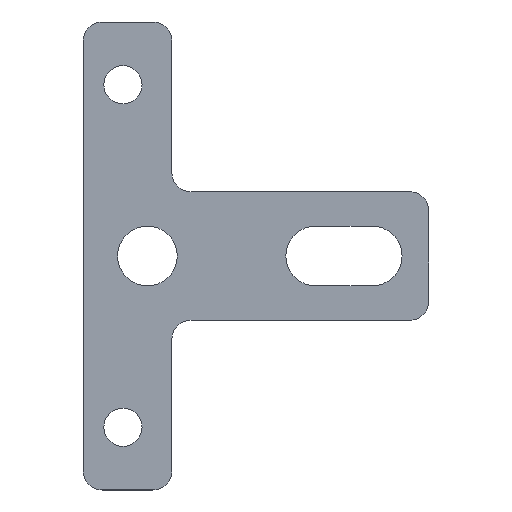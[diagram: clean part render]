
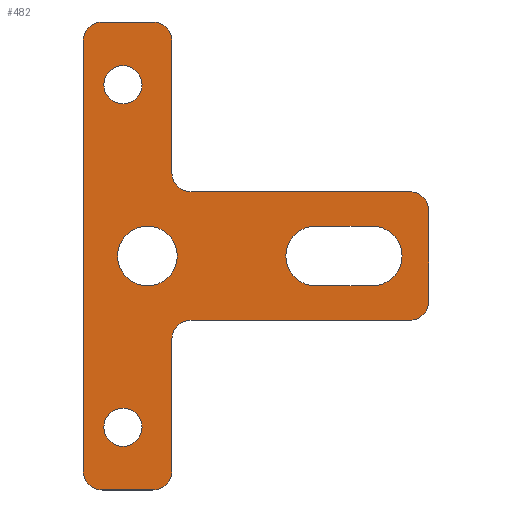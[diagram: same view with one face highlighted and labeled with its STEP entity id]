
A CAD part, top view. The second image highlights one B-rep face of the part: STEP entity #482.
In plain terms, the highlighted planar face has unit normal (0, 0, 1).
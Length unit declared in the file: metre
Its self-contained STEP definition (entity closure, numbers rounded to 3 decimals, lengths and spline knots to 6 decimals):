
#22=PLANE('',#546);
#28=LINE('',#707,#68);
#34=LINE('',#728,#74);
#38=LINE('',#740,#78);
#42=LINE('',#752,#82);
#46=LINE('',#764,#86);
#50=LINE('',#776,#90);
#54=LINE('',#788,#94);
#58=LINE('',#800,#98);
#61=LINE('',#824,#101);
#63=LINE('',#827,#103);
#68=VECTOR('',#562,1.);
#74=VECTOR('',#582,1.);
#78=VECTOR('',#594,1.);
#82=VECTOR('',#606,1.);
#86=VECTOR('',#618,1.);
#90=VECTOR('',#630,1.);
#94=VECTOR('',#642,1.);
#98=VECTOR('',#654,1.);
#101=VECTOR('',#683,1.);
#103=VECTOR('',#687,1.);
#190=ORIENTED_EDGE('',*,*,#248,.F.);
#191=ORIENTED_EDGE('',*,*,#252,.T.);
#192=ORIENTED_EDGE('',*,*,#255,.T.);
#193=ORIENTED_EDGE('',*,*,#258,.T.);
#194=ORIENTED_EDGE('',*,*,#261,.T.);
#195=ORIENTED_EDGE('',*,*,#264,.F.);
#196=ORIENTED_EDGE('',*,*,#267,.T.);
#197=ORIENTED_EDGE('',*,*,#270,.F.);
#198=ORIENTED_EDGE('',*,*,#273,.T.);
#199=ORIENTED_EDGE('',*,*,#276,.T.);
#200=ORIENTED_EDGE('',*,*,#279,.F.);
#201=ORIENTED_EDGE('',*,*,#282,.F.);
#202=ORIENTED_EDGE('',*,*,#285,.T.);
#203=ORIENTED_EDGE('',*,*,#288,.T.);
#204=ORIENTED_EDGE('',*,*,#291,.T.);
#205=ORIENTED_EDGE('',*,*,#299,.T.);
#206=ORIENTED_EDGE('',*,*,#296,.F.);
#207=ORIENTED_EDGE('',*,*,#294,.F.);
#208=ORIENTED_EDGE('',*,*,#292,.F.);
#209=ORIENTED_EDGE('',*,*,#238,.F.);
#210=ORIENTED_EDGE('',*,*,#242,.T.);
#211=ORIENTED_EDGE('',*,*,#245,.F.);
#212=ORIENTED_EDGE('',*,*,#301,.F.);
#238=EDGE_CURVE('',#304,#305,#349,.T.);
#242=EDGE_CURVE('',#304,#307,#28,.T.);
#245=EDGE_CURVE('',#309,#307,#351,.T.);
#248=EDGE_CURVE('',#312,#313,#353,.T.);
#252=EDGE_CURVE('',#312,#315,#34,.T.);
#255=EDGE_CURVE('',#315,#317,#355,.T.);
#258=EDGE_CURVE('',#317,#319,#38,.T.);
#261=EDGE_CURVE('',#319,#321,#357,.T.);
#264=EDGE_CURVE('',#323,#321,#42,.T.);
#267=EDGE_CURVE('',#323,#325,#359,.T.);
#270=EDGE_CURVE('',#327,#325,#46,.T.);
#273=EDGE_CURVE('',#327,#329,#361,.T.);
#276=EDGE_CURVE('',#329,#331,#50,.T.);
#279=EDGE_CURVE('',#333,#331,#363,.T.);
#282=EDGE_CURVE('',#335,#333,#54,.T.);
#285=EDGE_CURVE('',#335,#337,#365,.T.);
#288=EDGE_CURVE('',#337,#339,#58,.T.);
#291=EDGE_CURVE('',#339,#341,#367,.T.);
#292=EDGE_CURVE('',#342,#342,#368,.T.);
#294=EDGE_CURVE('',#344,#344,#370,.T.);
#296=EDGE_CURVE('',#346,#346,#372,.T.);
#299=EDGE_CURVE('',#341,#313,#61,.T.);
#301=EDGE_CURVE('',#305,#309,#63,.T.);
#304=VERTEX_POINT('',#698);
#305=VERTEX_POINT('',#700);
#307=VERTEX_POINT('',#706);
#309=VERTEX_POINT('',#712);
#312=VERTEX_POINT('',#719);
#313=VERTEX_POINT('',#721);
#315=VERTEX_POINT('',#727);
#317=VERTEX_POINT('',#733);
#319=VERTEX_POINT('',#739);
#321=VERTEX_POINT('',#745);
#323=VERTEX_POINT('',#751);
#325=VERTEX_POINT('',#757);
#327=VERTEX_POINT('',#763);
#329=VERTEX_POINT('',#769);
#331=VERTEX_POINT('',#775);
#333=VERTEX_POINT('',#781);
#335=VERTEX_POINT('',#787);
#337=VERTEX_POINT('',#793);
#339=VERTEX_POINT('',#799);
#341=VERTEX_POINT('',#805);
#342=VERTEX_POINT('',#809);
#344=VERTEX_POINT('',#814);
#346=VERTEX_POINT('',#819);
#349=CIRCLE('',#499,0.004953);
#351=CIRCLE('',#503,0.004953);
#353=CIRCLE('',#506,0.003175);
#355=CIRCLE('',#510,0.003175);
#357=CIRCLE('',#514,0.003175);
#359=CIRCLE('',#518,0.003175);
#361=CIRCLE('',#522,0.003175);
#363=CIRCLE('',#526,0.003175);
#365=CIRCLE('',#530,0.003175);
#367=CIRCLE('',#534,0.003175);
#368=CIRCLE('',#536,0.004953);
#370=CIRCLE('',#539,0.003175);
#372=CIRCLE('',#542,0.003175);
#400=EDGE_LOOP('',(#190,#191,#192,#193,#194,#195,#196,#197,#198,#199,#200,
#201,#202,#203,#204,#205));
#401=EDGE_LOOP('',(#206));
#402=EDGE_LOOP('',(#207));
#403=EDGE_LOOP('',(#208));
#404=EDGE_LOOP('',(#209,#210,#211,#212));
#436=FACE_BOUND('',#400,.T.);
#437=FACE_BOUND('',#401,.T.);
#438=FACE_BOUND('',#402,.T.);
#439=FACE_BOUND('',#403,.T.);
#440=FACE_BOUND('',#404,.T.);
#482=ADVANCED_FACE('',(#436,#437,#438,#439,#440),#22,.T.);
#499=AXIS2_PLACEMENT_3D('',#699,#555,#556);
#503=AXIS2_PLACEMENT_3D('',#713,#568,#569);
#506=AXIS2_PLACEMENT_3D('',#720,#575,#576);
#510=AXIS2_PLACEMENT_3D('',#734,#588,#589);
#514=AXIS2_PLACEMENT_3D('',#746,#600,#601);
#518=AXIS2_PLACEMENT_3D('',#758,#612,#613);
#522=AXIS2_PLACEMENT_3D('',#770,#624,#625);
#526=AXIS2_PLACEMENT_3D('',#782,#636,#637);
#530=AXIS2_PLACEMENT_3D('',#794,#648,#649);
#534=AXIS2_PLACEMENT_3D('',#806,#660,#661);
#536=AXIS2_PLACEMENT_3D('',#808,#664,#665);
#539=AXIS2_PLACEMENT_3D('',#813,#670,#671);
#542=AXIS2_PLACEMENT_3D('',#818,#676,#677);
#546=AXIS2_PLACEMENT_3D('',#828,#688,#689);
#555=DIRECTION('',(0.,0.,1.));
#556=DIRECTION('',(1.,0.,0.));
#562=DIRECTION('',(1.,0.,0.));
#568=DIRECTION('',(0.,0.,1.));
#569=DIRECTION('',(1.,0.,0.));
#575=DIRECTION('',(0.,0.,1.));
#576=DIRECTION('',(1.,0.,0.));
#582=DIRECTION('',(0.,1.,0.));
#588=DIRECTION('',(0.,0.,1.));
#589=DIRECTION('',(1.,0.,0.));
#594=DIRECTION('',(-1.,0.,0.));
#600=DIRECTION('',(0.,0.,1.));
#601=DIRECTION('',(1.,0.,0.));
#606=DIRECTION('',(0.,1.,0.));
#612=DIRECTION('',(0.,0.,1.));
#613=DIRECTION('',(1.,0.,0.));
#618=DIRECTION('',(-1.,0.,0.));
#624=DIRECTION('',(0.,0.,1.));
#625=DIRECTION('',(1.,0.,0.));
#630=DIRECTION('',(0.,1.,0.));
#636=DIRECTION('',(0.,0.,1.));
#637=DIRECTION('',(1.,0.,0.));
#642=DIRECTION('',(-1.,0.,0.));
#648=DIRECTION('',(0.,0.,1.));
#649=DIRECTION('',(1.,0.,0.));
#654=DIRECTION('',(0.,1.,0.));
#660=DIRECTION('',(0.,0.,1.));
#661=DIRECTION('',(1.,0.,0.));
#664=DIRECTION('',(0.,0.,1.));
#665=DIRECTION('',(1.,0.,0.));
#670=DIRECTION('',(0.,0.,1.));
#671=DIRECTION('',(1.,0.,0.));
#676=DIRECTION('',(0.,0.,1.));
#677=DIRECTION('',(1.,0.,0.));
#683=DIRECTION('',(-1.,0.,0.));
#687=DIRECTION('',(1.,0.,0.));
#688=DIRECTION('',(0.,0.,1.));
#689=DIRECTION('',(1.,0.,0.));
#698=CARTESIAN_POINT('',(0.009906,0.004953,0.003175));
#699=CARTESIAN_POINT('',(0.009906,0.,0.003175));
#700=CARTESIAN_POINT('',(0.009906,-0.004953,0.003175));
#706=CARTESIAN_POINT('',(0.019304,0.004953,0.003175));
#707=CARTESIAN_POINT('',(0.014605,0.004953,0.003175));
#712=CARTESIAN_POINT('',(0.019304,-0.004953,0.003175));
#713=CARTESIAN_POINT('',(0.019304,0.,0.003175));
#719=CARTESIAN_POINT('',(-0.01397,0.013843,0.003175));
#720=CARTESIAN_POINT('',(-0.010795,0.013843,0.003175));
#721=CARTESIAN_POINT('',(-0.010795,0.010668,0.003175));
#727=CARTESIAN_POINT('',(-0.01397,0.035687,0.003175));
#728=CARTESIAN_POINT('',(-0.01397,0.024765,0.003175));
#733=CARTESIAN_POINT('',(-0.017145,0.038862,0.003175));
#734=CARTESIAN_POINT('',(-0.017145,0.035687,0.003175));
#739=CARTESIAN_POINT('',(-0.025527,0.038862,0.003175));
#740=CARTESIAN_POINT('',(-0.021336,0.038862,0.003175));
#745=CARTESIAN_POINT('',(-0.028702,0.035687,0.003175));
#746=CARTESIAN_POINT('',(-0.025527,0.035687,0.003175));
#751=CARTESIAN_POINT('',(-0.028702,-0.035687,0.003175));
#752=CARTESIAN_POINT('',(-0.028702,0.,0.003175));
#757=CARTESIAN_POINT('',(-0.025527,-0.038862,0.003175));
#758=CARTESIAN_POINT('',(-0.025527,-0.035687,0.003175));
#763=CARTESIAN_POINT('',(-0.017145,-0.038862,0.003175));
#764=CARTESIAN_POINT('',(-0.021336,-0.038862,0.003175));
#769=CARTESIAN_POINT('',(-0.01397,-0.035687,0.003175));
#770=CARTESIAN_POINT('',(-0.017145,-0.035687,0.003175));
#775=CARTESIAN_POINT('',(-0.01397,-0.013843,0.003175));
#776=CARTESIAN_POINT('',(-0.01397,-0.024765,0.003175));
#781=CARTESIAN_POINT('',(-0.010795,-0.010668,0.003175));
#782=CARTESIAN_POINT('',(-0.010795,-0.013843,0.003175));
#787=CARTESIAN_POINT('',(0.025527,-0.010668,0.003175));
#788=CARTESIAN_POINT('',(0.007366,-0.010668,0.003175));
#793=CARTESIAN_POINT('',(0.028702,-0.007493,0.003175));
#794=CARTESIAN_POINT('',(0.025527,-0.007493,0.003175));
#799=CARTESIAN_POINT('',(0.028702,0.007493,0.003175));
#800=CARTESIAN_POINT('',(0.028702,0.,0.003175));
#805=CARTESIAN_POINT('',(0.025527,0.010668,0.003175));
#806=CARTESIAN_POINT('',(0.025527,0.007493,0.003175));
#808=CARTESIAN_POINT('',(-0.018034,0.,0.003175));
#809=CARTESIAN_POINT('',(-0.013081,0.,0.003175));
#813=CARTESIAN_POINT('',(-0.022098,-0.028448,0.003175));
#814=CARTESIAN_POINT('',(-0.018923,-0.028448,0.003175));
#818=CARTESIAN_POINT('',(-0.022098,0.028448,0.003175));
#819=CARTESIAN_POINT('',(-0.018923,0.028448,0.003175));
#824=CARTESIAN_POINT('',(0.007366,0.010668,0.003175));
#827=CARTESIAN_POINT('',(0.014605,-0.004953,0.003175));
#828=CARTESIAN_POINT('',(0.,0.,0.003175));
